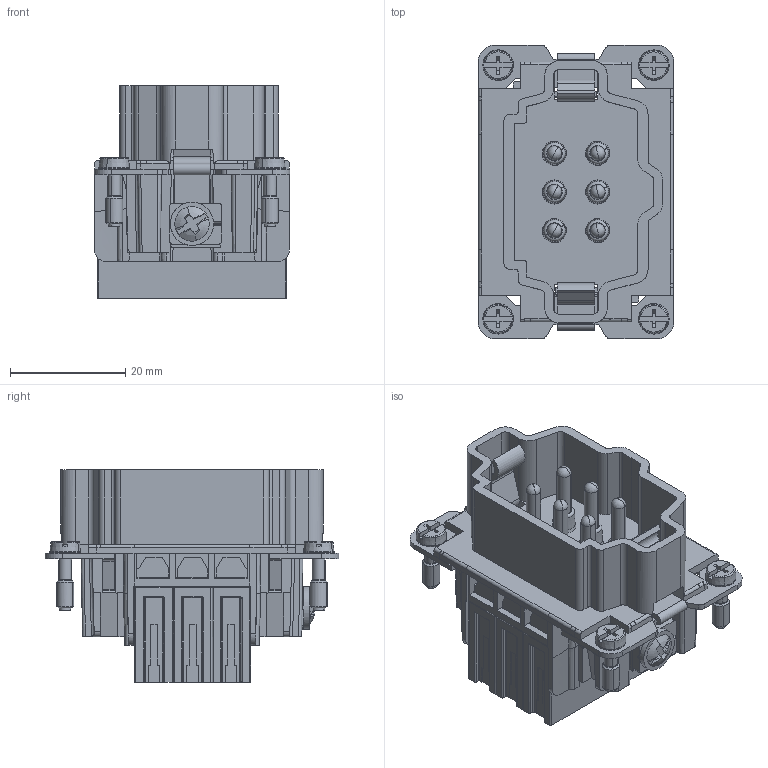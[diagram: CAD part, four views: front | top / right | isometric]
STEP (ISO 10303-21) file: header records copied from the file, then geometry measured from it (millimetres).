
FILE_DESCRIPTION(('CATIA V5 STEP Exchange','CAx-IF Rec.Pracs.--- Model Styling and Organization---1.4--- 2014-01-23'),'2;1');
FILE_NAME ('1253432-3_1', '2023-03-06T06:37:20+00:00', ('none'), ('Weidmueller'), 'CATIA Version 5-6 Release 2016 SP3 HF44', 'CATIA V5 STEP AP214', 'none');
FILE_SCHEMA(('AUTOMOTIVE_DESIGN { 1 0 10303 214 1 1 1 1 }'));
Products named in the file (1): 2666910000
Bounding box: 34 x 51 x 36.9 mm (x, y, z)
Volume: 23431.4 mm3; surface area: 17154.1 mm2
Topology: 3 solids, 18 shells, 1909 faces, 5395 edges, 3564 vertices
Faces by surface type: plane 1080, cylinder 609, cone 104, torus 94, extrusion 10, bspline 8, sphere 4
Entity records: 60537 total; most frequent: CARTESIAN_POINT 14059, ORIENTED_EDGE 10790, DIRECTION 7648, EDGE_CURVE 5379, VECTOR 3582, LINE 3572, VERTEX_POINT 3552, AXIS2_PLACEMENT_3D 2670
